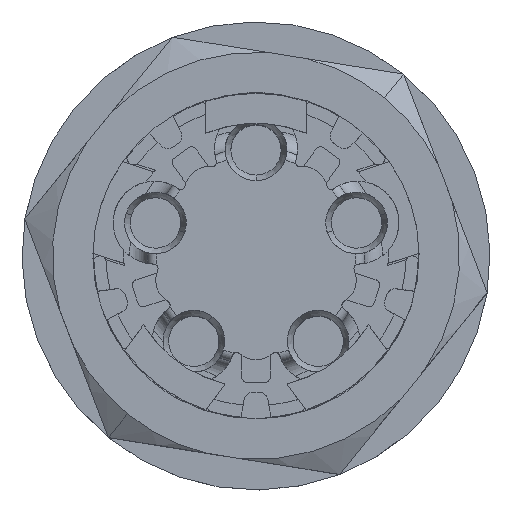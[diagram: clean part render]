
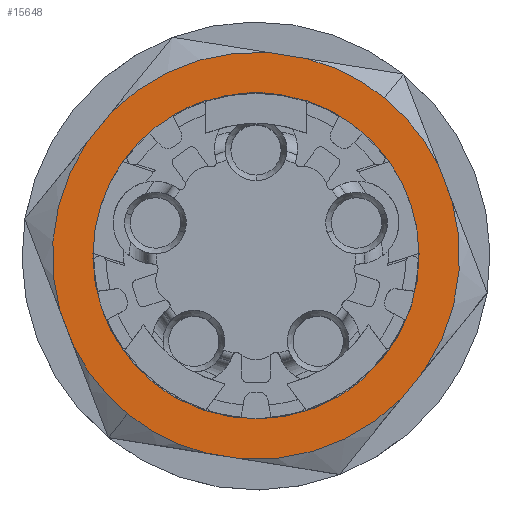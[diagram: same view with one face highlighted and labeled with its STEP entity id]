
A CAD part, top view. The second image highlights one B-rep face of the part: STEP entity #15648.
In plain terms, the highlighted planar face has unit normal (0, 0, 1).
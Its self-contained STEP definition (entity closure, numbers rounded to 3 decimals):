
#15521=AXIS2_PLACEMENT_3D('Circle Axis2P3D',#15519,#15520,$) ;
#15539=AXIS2_PLACEMENT_3D('Circle Axis2P3D',#15537,#15538,$) ;
#15582=AXIS2_PLACEMENT_3D('Plane Axis2P3D',#15579,#15580,#15581) ;
#15586=AXIS2_PLACEMENT_3D('Circle Axis2P3D',#15584,#15585,$) ;
#15591=AXIS2_PLACEMENT_3D('Circle Axis2P3D',#15589,#15590,$) ;
#15596=AXIS2_PLACEMENT_3D('Circle Axis2P3D',#15594,#15595,$) ;
#15603=AXIS2_PLACEMENT_3D('Circle Axis2P3D',#15601,#15602,$) ;
#15608=AXIS2_PLACEMENT_3D('Circle Axis2P3D',#15606,#15607,$) ;
#15613=AXIS2_PLACEMENT_3D('Circle Axis2P3D',#15611,#15612,$) ;
#15618=AXIS2_PLACEMENT_3D('Circle Axis2P3D',#15616,#15617,$) ;
#15625=AXIS2_PLACEMENT_3D('Circle Axis2P3D',#15623,#15624,$) ;
#15046=CARTESIAN_POINT('Vertex',(21.524,5.191,36.072)) ;
#15073=CARTESIAN_POINT('Vertex',(22.878,6.858,36.072)) ;
#15076=CARTESIAN_POINT('Line Origine',(22.201,6.024,36.072)) ;
#15126=CARTESIAN_POINT('Vertex',(2.149,10.173,36.072)) ;
#15153=CARTESIAN_POINT('Vertex',(2.916,8.167,36.072)) ;
#15156=CARTESIAN_POINT('Line Origine',(2.533,9.17,36.072)) ;
#15206=CARTESIAN_POINT('Vertex',(16.151,24.461,36.072)) ;
#15233=CARTESIAN_POINT('Vertex',(14.031,24.8,36.072)) ;
#15236=CARTESIAN_POINT('Line Origine',(15.091,24.631,36.072)) ;
#15286=CARTESIAN_POINT('Vertex',(10.399,2.089,36.072)) ;
#15313=CARTESIAN_POINT('Vertex',(12.519,1.75,36.072)) ;
#15316=CARTESIAN_POINT('Line Origine',(11.459,1.919,36.072)) ;
#15366=CARTESIAN_POINT('Vertex',(5.026,21.359,36.072)) ;
#15393=CARTESIAN_POINT('Vertex',(3.672,19.692,36.072)) ;
#15396=CARTESIAN_POINT('Line Origine',(4.349,20.526,36.072)) ;
#15446=CARTESIAN_POINT('Vertex',(24.401,16.377,36.072)) ;
#15473=CARTESIAN_POINT('Vertex',(23.634,18.383,36.072)) ;
#15476=CARTESIAN_POINT('Line Origine',(24.017,17.38,36.072)) ;
#15500=CARTESIAN_POINT('Vertex',(7.443,6.095,36.072)) ;
#15516=CARTESIAN_POINT('Vertex',(19.107,20.455,36.072)) ;
#15519=CARTESIAN_POINT('Axis2P3D Location',(13.275,13.275,36.072)) ;
#15537=CARTESIAN_POINT('Axis2P3D Location',(13.275,13.275,36.072)) ;
#15579=CARTESIAN_POINT('Axis2P3D Location',(19.107,20.455,36.072)) ;
#15584=CARTESIAN_POINT('Axis2P3D Location',(13.275,13.275,36.072)) ;
#15589=CARTESIAN_POINT('Axis2P3D Location',(13.275,13.275,36.072)) ;
#15594=CARTESIAN_POINT('Axis2P3D Location',(13.275,13.275,36.072)) ;
#15598=CARTESIAN_POINT('Vertex',(20.557,22.24,36.072)) ;
#15601=CARTESIAN_POINT('Axis2P3D Location',(13.275,13.275,36.072)) ;
#15606=CARTESIAN_POINT('Axis2P3D Location',(13.275,13.275,36.072)) ;
#15611=CARTESIAN_POINT('Axis2P3D Location',(13.275,13.275,36.072)) ;
#15616=CARTESIAN_POINT('Axis2P3D Location',(13.275,13.275,36.072)) ;
#15620=CARTESIAN_POINT('Vertex',(5.993,4.31,36.072)) ;
#15623=CARTESIAN_POINT('Axis2P3D Location',(13.275,13.275,36.072)) ;
#15077=DIRECTION('Vector Direction',(-0.63,-0.776,0.)) ;
#15157=DIRECTION('Vector Direction',(-0.357,0.934,0.)) ;
#15237=DIRECTION('Vector Direction',(0.987,-0.158,0.)) ;
#15317=DIRECTION('Vector Direction',(-0.987,0.158,0.)) ;
#15397=DIRECTION('Vector Direction',(0.63,0.776,0.)) ;
#15477=DIRECTION('Vector Direction',(0.357,-0.934,0.)) ;
#15520=DIRECTION('Axis2P3D Direction',(0.,0.,1.)) ;
#15538=DIRECTION('Axis2P3D Direction',(0.,0.,1.)) ;
#15580=DIRECTION('Axis2P3D Direction',(0.,0.,1.)) ;
#15581=DIRECTION('Axis2P3D XDirection',(0.776,-0.63,0.)) ;
#15585=DIRECTION('Axis2P3D Direction',(0.,0.,1.)) ;
#15590=DIRECTION('Axis2P3D Direction',(0.,0.,1.)) ;
#15595=DIRECTION('Axis2P3D Direction',(0.,0.,1.)) ;
#15602=DIRECTION('Axis2P3D Direction',(0.,0.,1.)) ;
#15607=DIRECTION('Axis2P3D Direction',(0.,0.,1.)) ;
#15612=DIRECTION('Axis2P3D Direction',(0.,0.,1.)) ;
#15617=DIRECTION('Axis2P3D Direction',(0.,0.,1.)) ;
#15624=DIRECTION('Axis2P3D Direction',(0.,0.,1.)) ;
#15078=VECTOR('Line Direction',#15077,1.) ;
#15158=VECTOR('Line Direction',#15157,1.) ;
#15238=VECTOR('Line Direction',#15237,1.) ;
#15318=VECTOR('Line Direction',#15317,1.) ;
#15398=VECTOR('Line Direction',#15397,1.) ;
#15478=VECTOR('Line Direction',#15477,1.) ;
#15629=ORIENTED_EDGE('',*,*,#15588,.T.) ;
#15630=ORIENTED_EDGE('',*,*,#15080,.F.) ;
#15631=ORIENTED_EDGE('',*,*,#15593,.T.) ;
#15632=ORIENTED_EDGE('',*,*,#15480,.F.) ;
#15633=ORIENTED_EDGE('',*,*,#15600,.T.) ;
#15634=ORIENTED_EDGE('',*,*,#15605,.T.) ;
#15635=ORIENTED_EDGE('',*,*,#15240,.F.) ;
#15636=ORIENTED_EDGE('',*,*,#15610,.T.) ;
#15637=ORIENTED_EDGE('',*,*,#15400,.F.) ;
#15638=ORIENTED_EDGE('',*,*,#15615,.T.) ;
#15639=ORIENTED_EDGE('',*,*,#15160,.F.) ;
#15640=ORIENTED_EDGE('',*,*,#15622,.T.) ;
#15641=ORIENTED_EDGE('',*,*,#15627,.T.) ;
#15642=ORIENTED_EDGE('',*,*,#15320,.F.) ;
#15645=ORIENTED_EDGE('',*,*,#15523,.F.) ;
#15646=ORIENTED_EDGE('',*,*,#15541,.F.) ;
#15647=FACE_BOUND('',#15644,.T.) ;
#15648=ADVANCED_FACE('Mutter',(#15643,#15647),#15583,.T.) ;
#15522=CIRCLE('generated circle',#15521,9.25) ;
#15540=CIRCLE('generated circle',#15539,9.25) ;
#15587=CIRCLE('generated circle',#15586,11.55) ;
#15592=CIRCLE('generated circle',#15591,11.55) ;
#15597=CIRCLE('generated circle',#15596,11.55) ;
#15604=CIRCLE('generated circle',#15603,11.55) ;
#15609=CIRCLE('generated circle',#15608,11.55) ;
#15614=CIRCLE('generated circle',#15613,11.55) ;
#15619=CIRCLE('generated circle',#15618,11.55) ;
#15626=CIRCLE('generated circle',#15625,11.55) ;
#15080=EDGE_CURVE('',#15074,#15047,#15079,.T.) ;
#15160=EDGE_CURVE('',#15154,#15127,#15159,.T.) ;
#15240=EDGE_CURVE('',#15234,#15207,#15239,.T.) ;
#15320=EDGE_CURVE('',#15314,#15287,#15319,.T.) ;
#15400=EDGE_CURVE('',#15394,#15367,#15399,.T.) ;
#15480=EDGE_CURVE('',#15474,#15447,#15479,.T.) ;
#15523=EDGE_CURVE('',#15517,#15501,#15522,.T.) ;
#15541=EDGE_CURVE('',#15501,#15517,#15540,.T.) ;
#15588=EDGE_CURVE('',#15314,#15047,#15587,.T.) ;
#15593=EDGE_CURVE('',#15074,#15447,#15592,.T.) ;
#15600=EDGE_CURVE('',#15474,#15599,#15597,.T.) ;
#15605=EDGE_CURVE('',#15599,#15207,#15604,.T.) ;
#15610=EDGE_CURVE('',#15234,#15367,#15609,.T.) ;
#15615=EDGE_CURVE('',#15394,#15127,#15614,.T.) ;
#15622=EDGE_CURVE('',#15154,#15621,#15619,.T.) ;
#15627=EDGE_CURVE('',#15621,#15287,#15626,.T.) ;
#15628=EDGE_LOOP('',(#15629,#15630,#15631,#15632,#15633,#15634,#15635,#15636,#15637,#15638,#15639,#15640,#15641,#15642)) ;
#15644=EDGE_LOOP('',(#15645,#15646)) ;
#15643=FACE_OUTER_BOUND('',#15628,.T.) ;
#15079=LINE('Line',#15076,#15078) ;
#15159=LINE('Line',#15156,#15158) ;
#15239=LINE('Line',#15236,#15238) ;
#15319=LINE('Line',#15316,#15318) ;
#15399=LINE('Line',#15396,#15398) ;
#15479=LINE('Line',#15476,#15478) ;
#15583=PLANE('',#15582) ;
#15047=VERTEX_POINT('',#15046) ;
#15074=VERTEX_POINT('',#15073) ;
#15127=VERTEX_POINT('',#15126) ;
#15154=VERTEX_POINT('',#15153) ;
#15207=VERTEX_POINT('',#15206) ;
#15234=VERTEX_POINT('',#15233) ;
#15287=VERTEX_POINT('',#15286) ;
#15314=VERTEX_POINT('',#15313) ;
#15367=VERTEX_POINT('',#15366) ;
#15394=VERTEX_POINT('',#15393) ;
#15447=VERTEX_POINT('',#15446) ;
#15474=VERTEX_POINT('',#15473) ;
#15501=VERTEX_POINT('',#15500) ;
#15517=VERTEX_POINT('',#15516) ;
#15599=VERTEX_POINT('',#15598) ;
#15621=VERTEX_POINT('',#15620) ;
